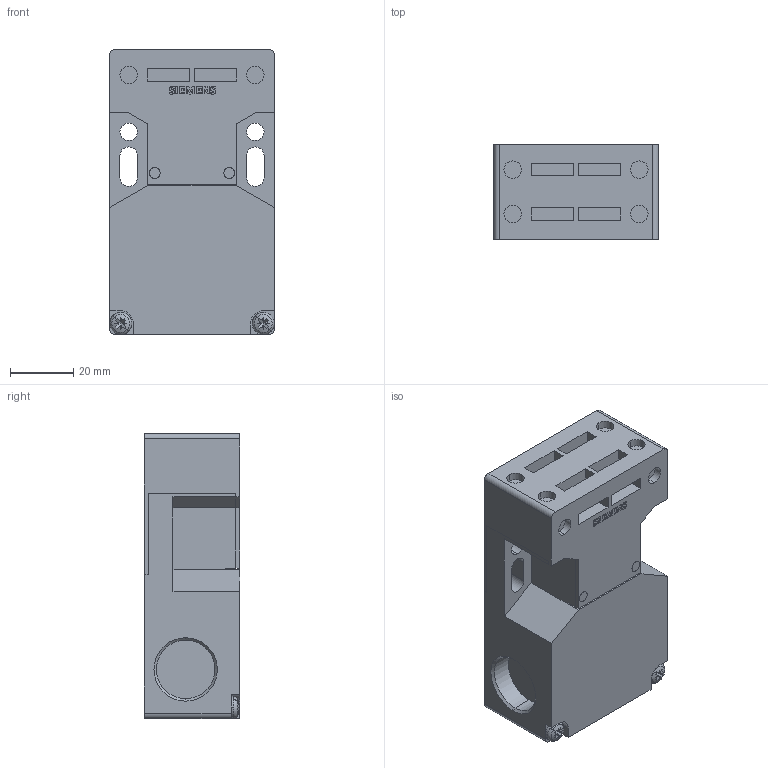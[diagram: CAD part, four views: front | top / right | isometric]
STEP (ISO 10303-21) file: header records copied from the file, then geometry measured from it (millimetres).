
FILE_DESCRIPTION(/* description */ ('Alibre Inc.'),/* implementation_level */ '2;1');
FILE_NAME(/* name */ 'export-E8B9EF26-0028-448A-A7C9-F919DBB11CE7',/* time_stamp */ '2023-03-09T14:42:08+01:00',/* author */ (''),/* organization */ (''),/* preprocessor_version */ 'ST-DEVELOPER v17',/* originating_system */ 'Alibre',/* authorisation */ '');
FILE_SCHEMA (('AUTOMOTIVE_DESIGN'));
Length unit declared in the file: millimetre
Products named in the file (1): 3SE2243__hoehe_90mm-M20
Bounding box: 52 x 30 x 90 mm (x, y, z)
Volume: 114489 mm3; surface area: 23016.7 mm2
Topology: 1 solids, 1 shells, 351 faces, 923 edges, 598 vertices
Faces by surface type: plane 237, cylinder 46, bspline 44, cone 24
Entity records: 11939 total; most frequent: CARTESIAN_POINT 3664, ORIENTED_EDGE 1846, DIRECTION 1282, EDGE_CURVE 923, VECTOR 645, LINE 645, VERTEX_POINT 598, AXIS2_PLACEMENT_3D 437
